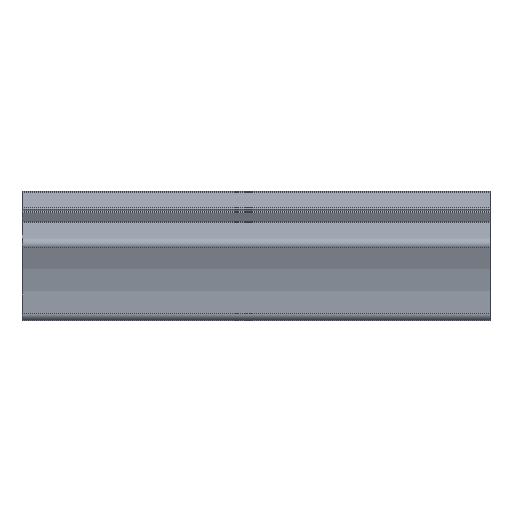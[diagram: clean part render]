
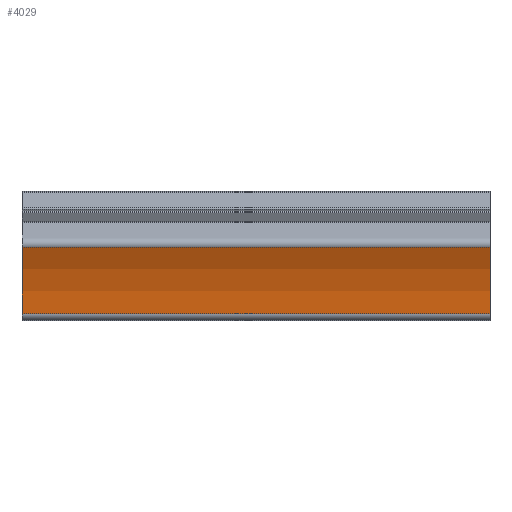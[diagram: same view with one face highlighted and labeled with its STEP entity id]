
A CAD part, left-side view. The second image highlights one B-rep face of the part: STEP entity #4029.
In plain terms, the highlighted cylindrical face has radius 67.5 mm (diameter 135 mm), a partial arc.
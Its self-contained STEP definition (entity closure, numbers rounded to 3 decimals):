
#117 = DIRECTION ( 'NONE',  ( 0., -1., 0. ) ) ;
#145 = ORIENTED_EDGE ( 'NONE', *, *, #3843, .T. ) ;
#180 = CARTESIAN_POINT ( 'NONE',  ( -19.494, 0., -20.421 ) ) ;
#185 = LINE ( 'NONE', #1420, #5406 ) ;
#931 = DIRECTION ( 'NONE',  ( 0., -1., 0. ) ) ;
#962 = VECTOR ( 'NONE', #6123, 1000. ) ;
#1420 = CARTESIAN_POINT ( 'NONE',  ( -27.093, 0., 7.938 ) ) ;
#1483 = CARTESIAN_POINT ( 'NONE',  ( -19.494, 0., -20.421 ) ) ;
#1558 = ORIENTED_EDGE ( 'NONE', *, *, #3885, .F. ) ;
#1685 = CARTESIAN_POINT ( 'NONE',  ( -86.933, 200., -23.294 ) ) ;
#1906 = ORIENTED_EDGE ( 'NONE', *, *, #5917, .F. ) ;
#1921 = CARTESIAN_POINT ( 'NONE',  ( -27.093, 200., 7.938 ) ) ;
#2070 = AXIS2_PLACEMENT_3D ( 'NONE', #1685, #117, #3829 ) ;
#2695 = ORIENTED_EDGE ( 'NONE', *, *, #2955, .F. ) ;
#2932 = CARTESIAN_POINT ( 'NONE',  ( -86.933, 0., -23.294 ) ) ;
#2955 = EDGE_CURVE ( 'NONE', #5536, #5529, #4119, .T. ) ;
#3034 = CYLINDRICAL_SURFACE ( 'NONE', #5245, 67.5 ) ;
#3086 = CARTESIAN_POINT ( 'NONE',  ( -19.494, 200., -20.421 ) ) ;
#3266 = CARTESIAN_POINT ( 'NONE',  ( -27.093, 0., 7.938 ) ) ;
#3829 = DIRECTION ( 'NONE',  ( 0., 0., 1. ) ) ;
#3843 = EDGE_CURVE ( 'NONE', #5536, #5787, #4185, .T. ) ;
#3885 = EDGE_CURVE ( 'NONE', #5529, #4452, #6255, .T. ) ;
#3939 = FACE_OUTER_BOUND ( 'NONE', #4438, .T. ) ;
#3984 = DIRECTION ( 'NONE',  ( 0., 1., 0. ) ) ;
#4029 = ADVANCED_FACE ( 'NONE', ( #3939 ), #3034, .F. ) ;
#4119 = LINE ( 'NONE', #180, #962 ) ;
#4185 = CIRCLE ( 'NONE', #5960, 67.5 ) ;
#4352 = DIRECTION ( 'NONE',  ( 0., 0., 1. ) ) ;
#4438 = EDGE_LOOP ( 'NONE', ( #2695, #145, #1906, #1558 ) ) ;
#4452 = VERTEX_POINT ( 'NONE', #1921 ) ;
#4517 = DIRECTION ( 'NONE',  ( 0., 0., 1. ) ) ;
#5245 = AXIS2_PLACEMENT_3D ( 'NONE', #2932, #3984, #4517 ) ;
#5406 = VECTOR ( 'NONE', #931, 1000. ) ;
#5529 = VERTEX_POINT ( 'NONE', #3086 ) ;
#5536 = VERTEX_POINT ( 'NONE', #1483 ) ;
#5787 = VERTEX_POINT ( 'NONE', #3266 ) ;
#5917 = EDGE_CURVE ( 'NONE', #4452, #5787, #185, .T. ) ;
#5932 = DIRECTION ( 'NONE',  ( 0., -1., 0. ) ) ;
#5960 = AXIS2_PLACEMENT_3D ( 'NONE', #6000, #5932, #4352 ) ;
#6000 = CARTESIAN_POINT ( 'NONE',  ( -86.933, 0., -23.294 ) ) ;
#6123 = DIRECTION ( 'NONE',  ( 0., 1., 0. ) ) ;
#6255 = CIRCLE ( 'NONE', #2070, 67.5 ) ;
